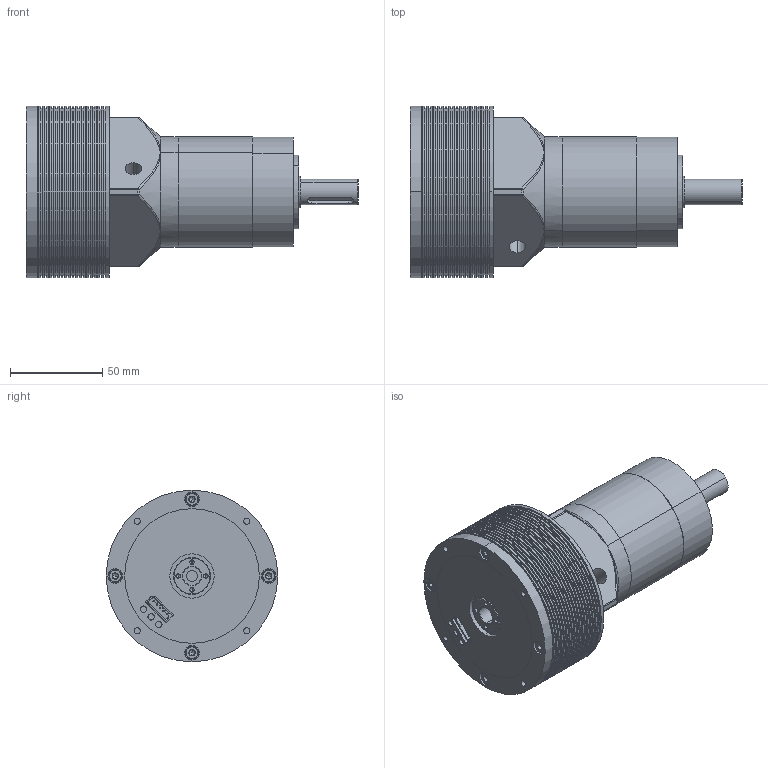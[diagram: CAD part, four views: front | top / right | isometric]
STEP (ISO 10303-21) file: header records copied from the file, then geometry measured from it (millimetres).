
FILE_DESCRIPTION (( 'STEP AP214' ), '1' );
FILE_NAME ('1.B93P(2ST).STEP', '2022-06-17T02:49:48', ( '' ), ( '' ), 'SwSTEP 2.0', 'SolidWorks 2018', '' );
FILE_SCHEMA (( 'AUTOMOTIVE_DESIGN' ));
Length unit declared in the file: millimetre
Products named in the file (1): 1.B93P(2ST)
Bounding box: 180 x 93 x 93 mm (x, y, z)
Volume: 598146.1 mm3; surface area: 67461.4 mm2
Topology: 1 solids, 12 shells, 565 faces, 1243 edges, 761 vertices
Faces by surface type: cylinder 230, plane 205, cone 84, bspline 26, torus 12, sphere 8
Entity records: 19170 total; most frequent: CARTESIAN_POINT 4333, DIRECTION 2772, ORIENTED_EDGE 2426, EDGE_CURVE 1213, AXIS2_PLACEMENT_3D 1144, VERTEX_POINT 761, EDGE_LOOP 668, CIRCLE 604
